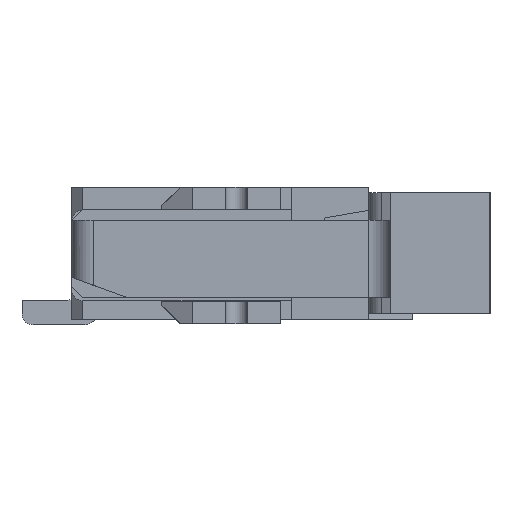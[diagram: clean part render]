
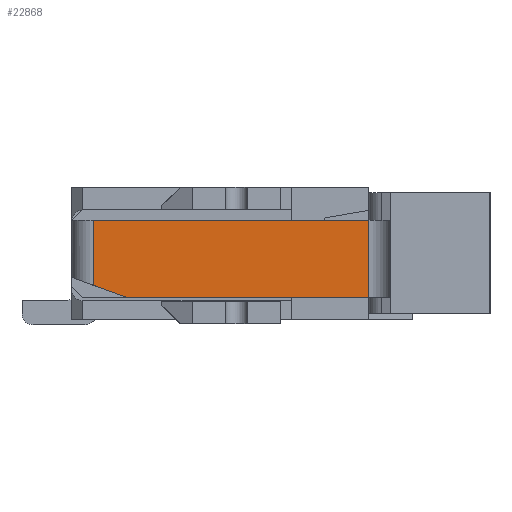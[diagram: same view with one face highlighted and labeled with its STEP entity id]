
A CAD part, left-side view. The second image highlights one B-rep face of the part: STEP entity #22868.
In plain terms, the highlighted planar face has unit normal (-1, 0, 0).
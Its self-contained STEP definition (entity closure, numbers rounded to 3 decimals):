
#6695=ORIENTED_EDGE('',*,*,#10449,.F.);
#6696=ORIENTED_EDGE('',*,*,#10459,.T.);
#6697=ORIENTED_EDGE('',*,*,#10460,.T.);
#6698=ORIENTED_EDGE('',*,*,#10458,.T.);
#6699=ORIENTED_EDGE('',*,*,#10461,.T.);
#10449=EDGE_CURVE('',#12776,#12777,#15703,.T.);
#10458=EDGE_CURVE('',#12780,#12782,#15710,.T.);
#10459=EDGE_CURVE('',#12776,#12783,#15711,.F.);
#10460=EDGE_CURVE('',#12783,#12780,#15712,.T.);
#10461=EDGE_CURVE('',#12782,#12777,#15713,.T.);
#12776=VERTEX_POINT('',#36386);
#12777=VERTEX_POINT('',#36388);
#12780=VERTEX_POINT('',#36399);
#12782=VERTEX_POINT('',#36403);
#12783=VERTEX_POINT('',#36407);
#15703=LINE('',#36387,#18673);
#15710=LINE('',#36404,#18680);
#15711=LINE('',#36406,#18681);
#15712=LINE('',#36408,#18682);
#15713=LINE('',#36409,#18683);
#18673=VECTOR('',#29709,1000.);
#18680=VECTOR('',#29724,1000.);
#18681=VECTOR('',#29727,1000.);
#18682=VECTOR('',#29728,1000.);
#18683=VECTOR('',#29729,1000.);
#19872=EDGE_LOOP('',(#6695,#6696,#6697,#6698,#6699));
#20938=FACE_BOUND('',#19872,.T.);
#21851=PLANE('',#24305);
#22868=ADVANCED_FACE('',(#20938),#21851,.F.);
#24305=AXIS2_PLACEMENT_3D('',#36405,#29725,#29726);
#29709=DIRECTION('',(0.,1.,0.));
#29724=DIRECTION('',(0.,1.,0.));
#29725=DIRECTION('',(1.,0.,0.));
#29726=DIRECTION('',(0.,0.,-1.));
#29727=DIRECTION('',(0.,0.,-1.));
#29728=DIRECTION('',(0.,0.94,0.342));
#29729=DIRECTION('',(0.,0.,-1.));
#36386=CARTESIAN_POINT('',(-9.9,-3.15,-0.3));
#36387=CARTESIAN_POINT('',(-9.9,-3.35,-0.3));
#36388=CARTESIAN_POINT('',(-9.9,-0.65,-0.3));
#36399=CARTESIAN_POINT('',(-9.9,-2.85,0.4));
#36403=CARTESIAN_POINT('',(-9.9,-0.65,0.4));
#36404=CARTESIAN_POINT('',(-9.9,-3.35,0.4));
#36405=CARTESIAN_POINT('',(-9.9,-3.35,0.4));
#36406=CARTESIAN_POINT('',(-9.9,-3.15,0.218));
#36407=CARTESIAN_POINT('',(-9.9,-3.15,0.291));
#36408=CARTESIAN_POINT('',(-9.9,-3.35,0.218));
#36409=CARTESIAN_POINT('',(-9.9,-0.65,0.4));
